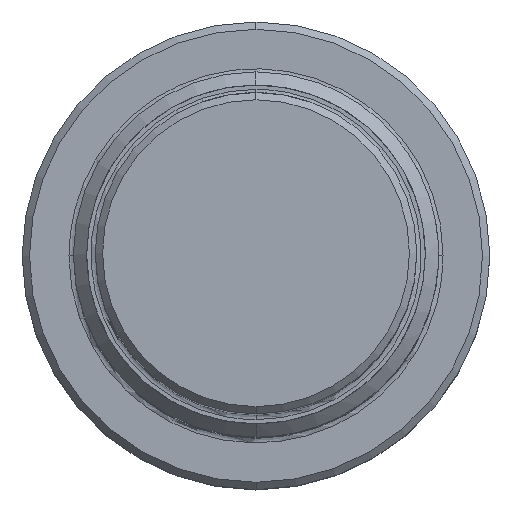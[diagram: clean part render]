
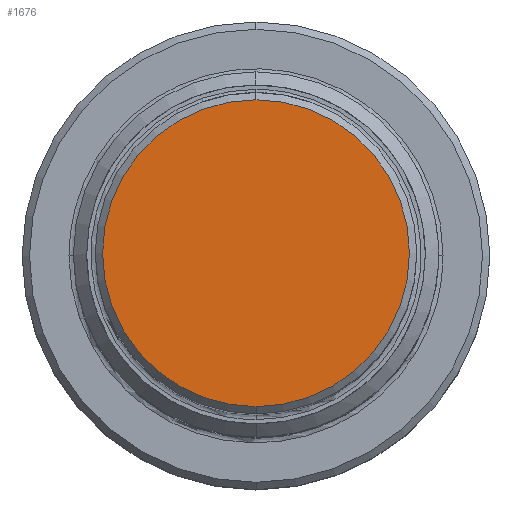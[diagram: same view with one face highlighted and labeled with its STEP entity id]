
A CAD part, top view. The second image highlights one B-rep face of the part: STEP entity #1676.
In plain terms, the highlighted planar face has unit normal (0, 0, 1).
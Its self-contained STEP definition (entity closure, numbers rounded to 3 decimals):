
#3 = DIRECTION ( 'NONE',  ( 1., 0., 0. ) ) ;
#32 = AXIS2_PLACEMENT_3D ( 'NONE', #989, #1233, #2792 ) ;
#110 = VERTEX_POINT ( 'NONE', #2282 ) ;
#279 = CARTESIAN_POINT ( 'NONE',  ( 0., -10.5, 125. ) ) ;
#577 = DIRECTION ( 'NONE',  ( 0., 0., 1. ) ) ;
#668 = PLANE ( 'NONE',  #2216 ) ;
#674 = EDGE_CURVE ( 'NONE', #110, #2021, #2047, .T. ) ;
#747 = ORIENTED_EDGE ( 'NONE', *, *, #674, .T. ) ;
#989 = CARTESIAN_POINT ( 'NONE',  ( 0., 0., 125. ) ) ;
#1111 = DIRECTION ( 'NONE',  ( 0., 0., -1. ) ) ;
#1201 = CARTESIAN_POINT ( 'NONE',  ( 0., 0., 125. ) ) ;
#1233 = DIRECTION ( 'NONE',  ( 0., 0., -1. ) ) ;
#1251 = CIRCLE ( 'NONE', #32, 10.5 ) ;
#1568 = EDGE_LOOP ( 'NONE', ( #2465, #747 ) ) ;
#1676 = ADVANCED_FACE ( 'NONE', ( #2454 ), #668, .F. ) ;
#1736 = CARTESIAN_POINT ( 'NONE',  ( 0., 0., 125. ) ) ;
#2021 = VERTEX_POINT ( 'NONE', #279 ) ;
#2047 = CIRCLE ( 'NONE', #2097, 10.5 ) ;
#2097 = AXIS2_PLACEMENT_3D ( 'NONE', #1201, #577, #3 ) ;
#2216 = AXIS2_PLACEMENT_3D ( 'NONE', #1736, #1111, #2624 ) ;
#2282 = CARTESIAN_POINT ( 'NONE',  ( 0., 10.5, 125. ) ) ;
#2454 = FACE_OUTER_BOUND ( 'NONE', #1568, .T. ) ;
#2456 = EDGE_CURVE ( 'NONE', #110, #2021, #1251, .T. ) ;
#2465 = ORIENTED_EDGE ( 'NONE', *, *, #2456, .F. ) ;
#2624 = DIRECTION ( 'NONE',  ( 0., -1., 0. ) ) ;
#2792 = DIRECTION ( 'NONE',  ( 1., 0., 0. ) ) ;
